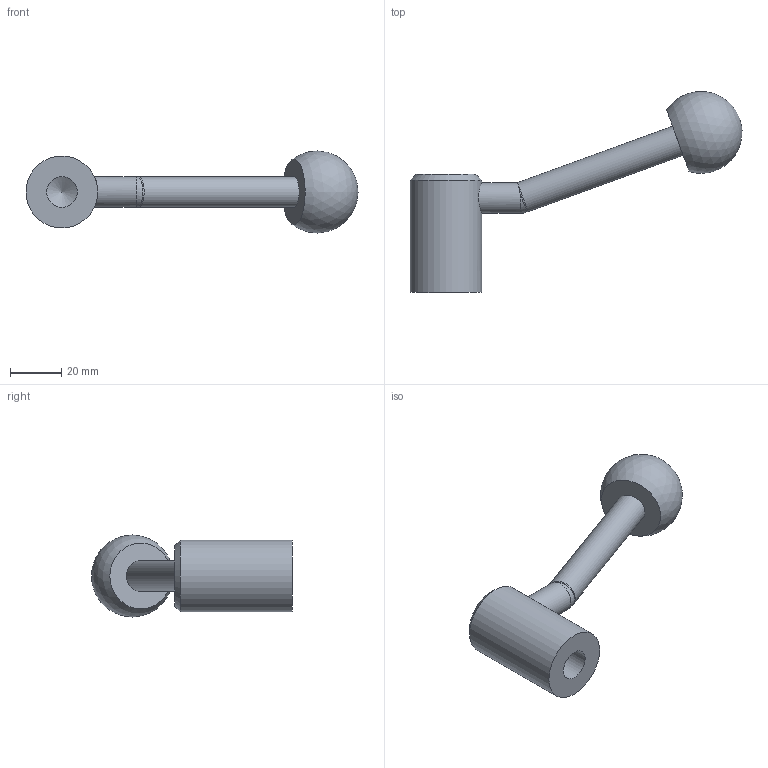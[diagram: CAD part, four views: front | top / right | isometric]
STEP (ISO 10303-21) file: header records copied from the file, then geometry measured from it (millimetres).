
FILE_DESCRIPTION( ( 'STEP AP214' ), '1' );
FILE_NAME( 'K0176.112.stp', '2020-11-26T10:55:52', ( '' ), ( '' ), ' ', 'PARTsolutions', ' ' );
FILE_SCHEMA( ( 'AUTOMOTIVE_DESIGN { 1 0 10303 214 1 1 1 1 }' ) );
Length unit declared in the file: millimetre
Products named in the file (1): _K0176.112
Bounding box: 129.46 x 78.36 x 31.99 mm (x, y, z)
Volume: 49647.6 mm3; surface area: 12027.3 mm2
Topology: 1 solids, 1 shells, 12 faces, 24 edges, 15 vertices
Faces by surface type: cylinder 4, sphere 3, plane 3, cone 2
Full cylindrical faces by diameter (mm): 12 x3, 28 x1
Entity records: 470 total; most frequent: CARTESIAN_POINT 152, DIRECTION 46, ORIENTED_EDGE 26, AXIS2_PLACEMENT_3D 23, EDGE_LOOP 20, FACE_OUTER_BOUND 16, VERTEX_POINT 13, EDGE_CURVE 13
